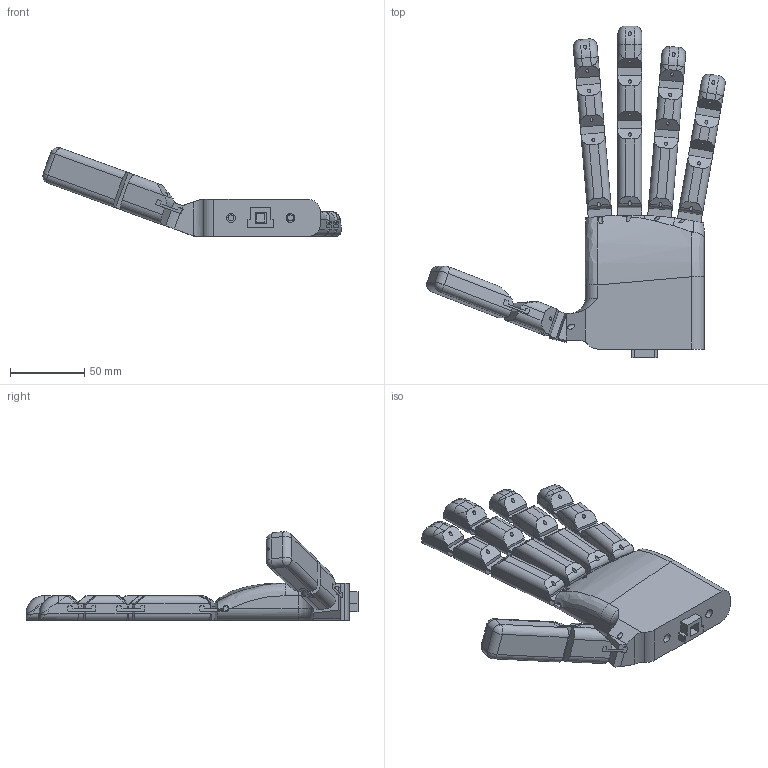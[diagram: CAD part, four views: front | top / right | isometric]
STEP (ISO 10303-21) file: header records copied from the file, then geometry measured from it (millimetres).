
FILE_DESCRIPTION(/* description */ (''),/* implementation_level */ '2;1');
FILE_NAME(/* name */ 'AtlasArmBACKUP.step',/* time_stamp */ '2016-07-01T20:14:52-04:00',/* author */ (''),/* organization */ (''),/* preprocessor_version */ 'ST-DEVELOPER v16.5',/* originating_system */ 'Autodesk Translation Framework v5.1.0.3141',/* authorisation */ '');
FILE_SCHEMA (('AUTOMOTIVE_DESIGN { 1 0 10303 214 3 1 1 }'));
Length unit declared in the file: centimetre
Products named in the file (27): Atlas Arm V3 v31; Palm; SPH; 1; 1D; 1P; 1M; 1joints; 2; 2P; 2D; 2M; 2joints; 3; 3P; 3M; 3D; 3joints; 4; 4P; 4D; 4M; 4joints; 5; 5P; 5D; 5joints
Assembly tree (26 placements, depth 3):
  Atlas Arm V3 v31
    Palm
      SPH
    1
      1D
      1P
      1M
      1joints
    2
      2P
      2D
      2M
      2joints
    3
      3P
      3M
      3D
      3joints
    4
      4P
      4D
      4M
      4joints
    5
      5P
      5D
      5joints
Bounding box: 200.7 x 223.2 x 59.78 mm (x, y, z)
Volume: 270861.5 mm3; surface area: 89238.7 mm2
Topology: 35 solids, 35 shells, 918 faces, 2498 edges, 1645 vertices
Faces by surface type: plane 516, cylinder 361, torus 22, bspline 15, sphere 4
Full cylindrical faces by diameter (mm): 2 x17, 3 x2, 4 x2, 6 x6
Entity records: 31073 total; most frequent: CARTESIAN_POINT 6961, DIRECTION 5040, ORIENTED_EDGE 4924, EDGE_CURVE 2462, AXIS2_PLACEMENT_3D 1717, VERTEX_POINT 1637, LINE 1606, VECTOR 1606
